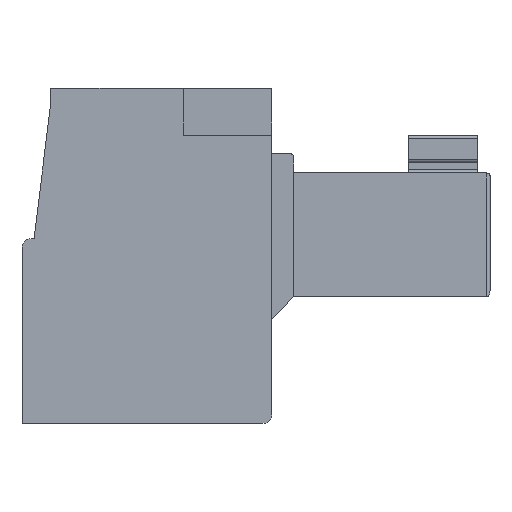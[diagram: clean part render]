
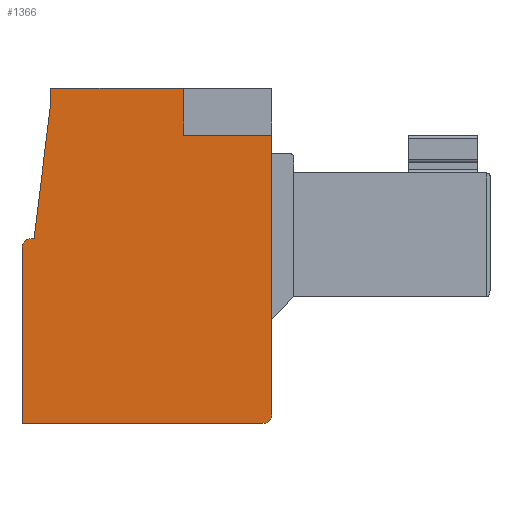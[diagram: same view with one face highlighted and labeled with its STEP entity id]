
A CAD part, left-side view. The second image highlights one B-rep face of the part: STEP entity #1366.
In plain terms, the highlighted planar face has unit normal (-1, 0, 0).
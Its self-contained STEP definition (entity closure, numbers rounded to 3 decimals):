
#86=PLANE('',#1534);
#149=FACE_OUTER_BOUND('',#231,.T.);
#231=EDGE_LOOP('',(#1016,#1017,#1018,#1019,#1020,#1021,#1022,#1023,#1024,
#1025,#1026));
#308=LINE('',#2072,#459);
#320=LINE('',#2098,#471);
#337=LINE('',#2141,#488);
#345=LINE('',#2157,#496);
#346=LINE('',#2162,#497);
#347=LINE('',#2165,#498);
#348=LINE('',#2167,#499);
#349=LINE('',#2169,#500);
#350=LINE('',#2170,#501);
#459=VECTOR('',#1659,10.);
#471=VECTOR('',#1677,10.);
#488=VECTOR('',#1712,10.);
#496=VECTOR('',#1726,10.);
#497=VECTOR('',#1731,10.);
#498=VECTOR('',#1734,10.);
#499=VECTOR('',#1735,10.);
#500=VECTOR('',#1736,10.);
#501=VECTOR('',#1737,10.);
#614=CIRCLE('',#1535,0.3);
#615=CIRCLE('',#1536,0.3);
#646=VERTEX_POINT('',#2069);
#647=VERTEX_POINT('',#2071);
#657=VERTEX_POINT('',#2095);
#658=VERTEX_POINT('',#2097);
#675=VERTEX_POINT('',#2140);
#680=VERTEX_POINT('',#2155);
#681=VERTEX_POINT('',#2159);
#682=VERTEX_POINT('',#2160);
#683=VERTEX_POINT('',#2164);
#684=VERTEX_POINT('',#2166);
#685=VERTEX_POINT('',#2168);
#771=EDGE_CURVE('',#646,#647,#308,.T.);
#783=EDGE_CURVE('',#657,#658,#320,.T.);
#804=EDGE_CURVE('',#647,#675,#337,.T.);
#813=EDGE_CURVE('',#680,#646,#345,.T.);
#814=EDGE_CURVE('',#681,#682,#614,.T.);
#815=EDGE_CURVE('',#658,#681,#346,.T.);
#816=EDGE_CURVE('',#675,#657,#615,.T.);
#817=EDGE_CURVE('',#683,#680,#347,.T.);
#818=EDGE_CURVE('',#684,#683,#348,.T.);
#819=EDGE_CURVE('',#685,#684,#349,.T.);
#820=EDGE_CURVE('',#682,#685,#350,.T.);
#1016=ORIENTED_EDGE('',*,*,#814,.F.);
#1017=ORIENTED_EDGE('',*,*,#815,.F.);
#1018=ORIENTED_EDGE('',*,*,#783,.F.);
#1019=ORIENTED_EDGE('',*,*,#816,.F.);
#1020=ORIENTED_EDGE('',*,*,#804,.F.);
#1021=ORIENTED_EDGE('',*,*,#771,.F.);
#1022=ORIENTED_EDGE('',*,*,#813,.F.);
#1023=ORIENTED_EDGE('',*,*,#817,.F.);
#1024=ORIENTED_EDGE('',*,*,#818,.F.);
#1025=ORIENTED_EDGE('',*,*,#819,.F.);
#1026=ORIENTED_EDGE('',*,*,#820,.F.);
#1366=ADVANCED_FACE('',(#149),#86,.F.);
#1534=AXIS2_PLACEMENT_3D('',#2158,#1727,#1728);
#1535=AXIS2_PLACEMENT_3D('',#2161,#1729,#1730);
#1536=AXIS2_PLACEMENT_3D('',#2163,#1732,#1733);
#1659=DIRECTION('',(0.,-1.,0.));
#1677=DIRECTION('',(0.,1.,0.));
#1712=DIRECTION('',(0.,0.,-1.));
#1726=DIRECTION('',(0.,0.,-1.));
#1727=DIRECTION('center_axis',(1.,0.,0.));
#1728=DIRECTION('ref_axis',(0.,0.,-1.));
#1729=DIRECTION('center_axis',(1.,0.,0.));
#1730=DIRECTION('ref_axis',(0.,1.,0.));
#1731=DIRECTION('',(0.,0.,1.));
#1732=DIRECTION('center_axis',(1.,0.,0.));
#1733=DIRECTION('ref_axis',(0.,-1.,0.));
#1734=DIRECTION('',(0.,-1.,0.));
#1735=DIRECTION('',(0.,0.,1.));
#1736=DIRECTION('',(0.,-0.122,0.993));
#1737=DIRECTION('',(0.,-1.,0.));
#2069=CARTESIAN_POINT('',(-2.54,11.85,6.12));
#2071=CARTESIAN_POINT('',(-2.54,8.93,6.12));
#2072=CARTESIAN_POINT('',(-2.54,11.85,6.12));
#2095=CARTESIAN_POINT('',(-2.54,9.23,-3.43));
#2097=CARTESIAN_POINT('',(-2.54,17.2,-3.43));
#2098=CARTESIAN_POINT('',(-2.54,9.23,-3.43));
#2140=CARTESIAN_POINT('',(-2.54,8.93,-3.13));
#2141=CARTESIAN_POINT('',(-2.54,8.93,6.12));
#2155=CARTESIAN_POINT('',(-2.54,11.85,7.67));
#2157=CARTESIAN_POINT('',(-2.54,11.85,7.67));
#2158=CARTESIAN_POINT('Origin',(-2.54,13.045,1.901));
#2159=CARTESIAN_POINT('',(-2.54,17.2,2.4));
#2160=CARTESIAN_POINT('',(-2.54,16.9,2.7));
#2161=CARTESIAN_POINT('Origin',(-2.54,16.9,2.4));
#2162=CARTESIAN_POINT('',(-2.54,17.2,-3.43));
#2163=CARTESIAN_POINT('Origin',(-2.54,9.23,-3.13));
#2164=CARTESIAN_POINT('',(-2.54,16.25,7.67));
#2165=CARTESIAN_POINT('',(-2.54,16.25,7.67));
#2166=CARTESIAN_POINT('',(-2.54,16.25,7.17));
#2167=CARTESIAN_POINT('',(-2.54,16.25,7.17));
#2168=CARTESIAN_POINT('',(-2.54,16.8,2.7));
#2169=CARTESIAN_POINT('',(-2.54,16.8,2.7));
#2170=CARTESIAN_POINT('',(-2.54,16.9,2.7));
